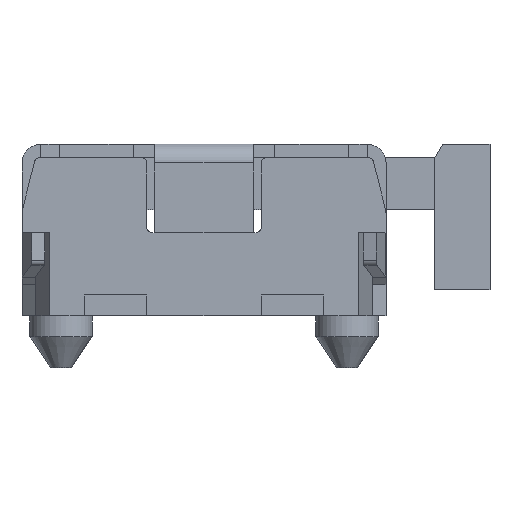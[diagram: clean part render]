
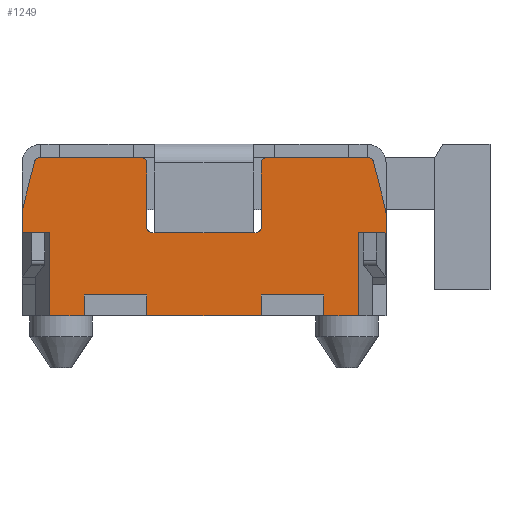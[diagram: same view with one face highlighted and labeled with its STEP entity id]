
A CAD part, front view. The second image highlights one B-rep face of the part: STEP entity #1249.
In plain terms, the highlighted planar face has unit normal (0, -1, 0).
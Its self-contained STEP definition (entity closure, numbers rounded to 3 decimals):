
#1249=ADVANCED_FACE('',(#1862),#1863,.F.);
#1862=FACE_OUTER_BOUND('',#2496,.T.);
#1863=PLANE('',#2497);
#2496=EDGE_LOOP('',(#3436,#3437,#3438,#3439,#3440,#3441,#3442,#3443,#3444,#3445,#3446,#3447,#3448,#3449,#3450,#3451,#3452,#3453,#3454,#3455,#3456,#3457,#3458,#3459,#3460,#3461,#3462,#3463,#3464,#3465));
#2497=AXIS2_PLACEMENT_3D('',#3466,#3467,#3468);
#3436=ORIENTED_EDGE('',*,*,#5874,.F.);
#3437=ORIENTED_EDGE('',*,*,#5875,.T.);
#3438=ORIENTED_EDGE('',*,*,#5876,.F.);
#3439=ORIENTED_EDGE('',*,*,#5877,.T.);
#3440=ORIENTED_EDGE('',*,*,#5878,.F.);
#3441=ORIENTED_EDGE('',*,*,#5879,.T.);
#3442=ORIENTED_EDGE('',*,*,#5880,.T.);
#3443=ORIENTED_EDGE('',*,*,#5881,.T.);
#3444=ORIENTED_EDGE('',*,*,#5882,.F.);
#3445=ORIENTED_EDGE('',*,*,#5883,.T.);
#3446=ORIENTED_EDGE('',*,*,#5884,.F.);
#3447=ORIENTED_EDGE('',*,*,#5885,.T.);
#3448=ORIENTED_EDGE('',*,*,#5886,.F.);
#3449=ORIENTED_EDGE('',*,*,#5887,.T.);
#3450=ORIENTED_EDGE('',*,*,#5888,.T.);
#3451=ORIENTED_EDGE('',*,*,#5889,.T.);
#3452=ORIENTED_EDGE('',*,*,#5890,.T.);
#3453=ORIENTED_EDGE('',*,*,#5891,.F.);
#3454=ORIENTED_EDGE('',*,*,#5892,.F.);
#3455=ORIENTED_EDGE('',*,*,#5783,.T.);
#3456=ORIENTED_EDGE('',*,*,#5893,.F.);
#3457=ORIENTED_EDGE('',*,*,#5894,.T.);
#3458=ORIENTED_EDGE('',*,*,#5895,.T.);
#3459=ORIENTED_EDGE('',*,*,#5778,.T.);
#3460=ORIENTED_EDGE('',*,*,#5896,.F.);
#3461=ORIENTED_EDGE('',*,*,#5897,.F.);
#3462=ORIENTED_EDGE('',*,*,#5898,.T.);
#3463=ORIENTED_EDGE('',*,*,#5773,.T.);
#3464=ORIENTED_EDGE('',*,*,#5899,.T.);
#3465=ORIENTED_EDGE('',*,*,#5900,.T.);
#3466=CARTESIAN_POINT('',(-1.75,-2.35,1.52));
#3467=DIRECTION('',(0.0,1.0,0.0));
#3468=DIRECTION('',(1.0,0.0,-0.0));
#5773=EDGE_CURVE('',#6599,#6597,#6600,.T.);
#5778=EDGE_CURVE('',#6609,#6607,#6610,.T.);
#5783=EDGE_CURVE('',#6619,#6617,#6620,.T.);
#5874=EDGE_CURVE('',#6785,#6786,#6787,.T.);
#5875=EDGE_CURVE('',#6785,#6788,#6789,.F.);
#5876=EDGE_CURVE('',#6790,#6788,#6791,.T.);
#5877=EDGE_CURVE('',#6790,#6792,#6793,.F.);
#5878=EDGE_CURVE('',#6794,#6792,#6795,.T.);
#5879=EDGE_CURVE('',#6794,#6796,#6797,.F.);
#5880=EDGE_CURVE('',#6796,#6798,#6799,.T.);
#5881=EDGE_CURVE('',#6798,#6800,#6801,.T.);
#5882=EDGE_CURVE('',#6802,#6800,#6803,.T.);
#5883=EDGE_CURVE('',#6802,#6804,#6805,.T.);
#5884=EDGE_CURVE('',#6806,#6804,#6807,.T.);
#5885=EDGE_CURVE('',#6806,#6808,#6809,.F.);
#5886=EDGE_CURVE('',#6810,#6808,#6811,.T.);
#5887=EDGE_CURVE('',#6810,#6812,#6813,.F.);
#5888=EDGE_CURVE('',#6812,#6814,#6815,.T.);
#5889=EDGE_CURVE('',#6814,#6816,#6817,.F.);
#5890=EDGE_CURVE('',#6816,#6818,#6819,.T.);
#5891=EDGE_CURVE('',#6820,#6818,#6821,.T.);
#5892=EDGE_CURVE('',#6619,#6820,#6822,.T.);
#5893=EDGE_CURVE('',#6823,#6617,#6824,.T.);
#5894=EDGE_CURVE('',#6823,#6825,#6826,.T.);
#5895=EDGE_CURVE('',#6825,#6609,#6827,.T.);
#5896=EDGE_CURVE('',#6828,#6607,#6829,.T.);
#5897=EDGE_CURVE('',#6830,#6828,#6831,.T.);
#5898=EDGE_CURVE('',#6830,#6599,#6832,.T.);
#5899=EDGE_CURVE('',#6597,#6833,#6834,.T.);
#5900=EDGE_CURVE('',#6833,#6786,#6835,.T.);
#6597=VERTEX_POINT('',#7933);
#6599=VERTEX_POINT('',#7936);
#6600=LINE('',#7937,#7938);
#6607=VERTEX_POINT('',#7948);
#6609=VERTEX_POINT('',#7951);
#6610=LINE('',#7952,#7953);
#6617=VERTEX_POINT('',#7963);
#6619=VERTEX_POINT('',#7966);
#6620=LINE('',#7967,#7968);
#6785=VERTEX_POINT('',#8209);
#6786=VERTEX_POINT('',#8210);
#6787=LINE('',#8211,#8212);
#6788=VERTEX_POINT('',#8213);
#6789=CIRCLE('',#8214,0.05);
#6790=VERTEX_POINT('',#8215);
#6791=LINE('',#8216,#8217);
#6792=VERTEX_POINT('',#8218);
#6793=CIRCLE('',#8219,0.05);
#6794=VERTEX_POINT('',#8220);
#6795=LINE('',#8221,#8222);
#6796=VERTEX_POINT('',#8223);
#6797=CIRCLE('',#8224,0.05);
#6798=VERTEX_POINT('',#8225);
#6799=LINE('',#8226,#8227);
#6800=VERTEX_POINT('',#8228);
#6801=CIRCLE('',#8229,0.05);
#6802=VERTEX_POINT('',#8230);
#6803=LINE('',#8231,#8232);
#6804=VERTEX_POINT('',#8233);
#6805=CIRCLE('',#8234,0.05);
#6806=VERTEX_POINT('',#8235);
#6807=LINE('',#8236,#8237);
#6808=VERTEX_POINT('',#8238);
#6809=CIRCLE('',#8239,0.05);
#6810=VERTEX_POINT('',#8240);
#6811=LINE('',#8241,#8242);
#6812=VERTEX_POINT('',#8243);
#6813=CIRCLE('',#8244,0.05);
#6814=VERTEX_POINT('',#8245);
#6815=LINE('',#8246,#8247);
#6816=VERTEX_POINT('',#8248);
#6817=CIRCLE('',#8249,0.05);
#6818=VERTEX_POINT('',#8250);
#6819=LINE('',#8251,#8252);
#6820=VERTEX_POINT('',#8253);
#6821=LINE('',#8254,#8255);
#6822=LINE('',#8256,#8257);
#6823=VERTEX_POINT('',#8258);
#6824=LINE('',#8259,#8260);
#6825=VERTEX_POINT('',#8261);
#6826=LINE('',#8262,#8263);
#6827=LINE('',#8264,#8265);
#6828=VERTEX_POINT('',#8266);
#6829=LINE('',#8267,#8268);
#6830=VERTEX_POINT('',#8269);
#6831=LINE('',#8270,#8271);
#6832=LINE('',#8272,#8273);
#6833=VERTEX_POINT('',#8274);
#6834=LINE('',#8275,#8276);
#6835=LINE('',#8277,#8278);
#7933=CARTESIAN_POINT('',(1.486,-2.35,0.0));
#7936=CARTESIAN_POINT('',(1.15,-2.35,0.0));
#7937=CARTESIAN_POINT('',(-1.75,-2.35,0.0));
#7938=VECTOR('',#9933,1000.0);
#7948=CARTESIAN_POINT('',(0.55,-2.35,0.0));
#7951=CARTESIAN_POINT('',(-0.55,-2.35,0.0));
#7952=CARTESIAN_POINT('',(-1.75,-2.35,0.0));
#7953=VECTOR('',#9938,1000.0);
#7963=CARTESIAN_POINT('',(-1.15,-2.35,0.0));
#7966=CARTESIAN_POINT('',(-1.486,-2.35,0.0));
#7967=CARTESIAN_POINT('',(-1.75,-2.35,0.0));
#7968=VECTOR('',#9943,1000.0);
#8209=CARTESIAN_POINT('',(1.75,-2.35,0.994));
#8210=CARTESIAN_POINT('',(1.75,-2.35,0.8));
#8211=CARTESIAN_POINT('',(1.75,-2.35,1.52));
#8212=VECTOR('',#10062,1000.0);
#8213=CARTESIAN_POINT('',(1.749,-2.35,1.006));
#8214=AXIS2_PLACEMENT_3D('',#10063,#10064,#10065);
#8215=CARTESIAN_POINT('',(1.629,-2.35,1.482));
#8216=CARTESIAN_POINT('',(1.422,-2.35,2.313));
#8217=VECTOR('',#10066,1000.0);
#8218=CARTESIAN_POINT('',(1.581,-2.35,1.52));
#8219=AXIS2_PLACEMENT_3D('',#10067,#10068,#10069);
#8220=CARTESIAN_POINT('',(0.6,-2.35,1.52));
#8221=CARTESIAN_POINT('',(-1.75,-2.35,1.52));
#8222=VECTOR('',#10070,1000.0);
#8223=CARTESIAN_POINT('',(0.55,-2.35,1.47));
#8224=AXIS2_PLACEMENT_3D('',#10071,#10072,#10073);
#8225=CARTESIAN_POINT('',(0.55,-2.35,0.85));
#8226=CARTESIAN_POINT('',(0.55,-2.35,6.998));
#8227=VECTOR('',#10074,1000.0);
#8228=CARTESIAN_POINT('',(0.5,-2.35,0.8));
#8229=AXIS2_PLACEMENT_3D('',#10075,#10076,#10077);
#8230=CARTESIAN_POINT('',(-0.5,-2.35,0.8));
#8231=CARTESIAN_POINT('',(-0.55,-2.35,0.8));
#8232=VECTOR('',#10078,1000.0);
#8233=CARTESIAN_POINT('',(-0.55,-2.35,0.85));
#8234=AXIS2_PLACEMENT_3D('',#10079,#10080,#10081);
#8235=CARTESIAN_POINT('',(-0.55,-2.35,1.47));
#8236=CARTESIAN_POINT('',(-0.55,-2.35,6.998));
#8237=VECTOR('',#10082,1000.0);
#8238=CARTESIAN_POINT('',(-0.6,-2.35,1.52));
#8239=AXIS2_PLACEMENT_3D('',#10083,#10084,#10085);
#8240=CARTESIAN_POINT('',(-1.581,-2.35,1.52));
#8241=CARTESIAN_POINT('',(-1.75,-2.35,1.52));
#8242=VECTOR('',#10086,1000.0);
#8243=CARTESIAN_POINT('',(-1.629,-2.35,1.482));
#8244=AXIS2_PLACEMENT_3D('',#10087,#10088,#10089);
#8245=CARTESIAN_POINT('',(-1.749,-2.35,1.006));
#8246=CARTESIAN_POINT('',(-1.628,-2.35,1.489));
#8247=VECTOR('',#10090,1000.0);
#8248=CARTESIAN_POINT('',(-1.75,-2.35,0.994));
#8249=AXIS2_PLACEMENT_3D('',#10091,#10092,#10093);
#8250=CARTESIAN_POINT('',(-1.75,-2.35,0.8));
#8251=CARTESIAN_POINT('',(-1.75,-2.35,1.52));
#8252=VECTOR('',#10094,1000.0);
#8253=CARTESIAN_POINT('',(-1.486,-2.35,0.8));
#8254=CARTESIAN_POINT('',(-1.486,-2.35,0.8));
#8255=VECTOR('',#10095,1000.0);
#8256=CARTESIAN_POINT('',(-1.486,-2.35,1.52));
#8257=VECTOR('',#10096,1000.0);
#8258=CARTESIAN_POINT('',(-1.15,-2.35,0.2));
#8259=CARTESIAN_POINT('',(-1.15,-2.35,0.2));
#8260=VECTOR('',#10097,1000.0);
#8261=CARTESIAN_POINT('',(-0.55,-2.35,0.2));
#8262=CARTESIAN_POINT('',(-1.15,-2.35,0.2));
#8263=VECTOR('',#10098,1000.0);
#8264=CARTESIAN_POINT('',(-0.55,-2.35,0.2));
#8265=VECTOR('',#10099,1000.0);
#8266=CARTESIAN_POINT('',(0.55,-2.35,0.2));
#8267=CARTESIAN_POINT('',(0.55,-2.35,0.2));
#8268=VECTOR('',#10100,1000.0);
#8269=CARTESIAN_POINT('',(1.15,-2.35,0.2));
#8270=CARTESIAN_POINT('',(1.15,-2.35,0.2));
#8271=VECTOR('',#10101,1000.0);
#8272=CARTESIAN_POINT('',(1.15,-2.35,0.2));
#8273=VECTOR('',#10102,1000.0);
#8274=CARTESIAN_POINT('',(1.486,-2.35,0.8));
#8275=CARTESIAN_POINT('',(1.486,-2.35,1.52));
#8276=VECTOR('',#10103,1000.0);
#8277=CARTESIAN_POINT('',(1.486,-2.35,0.8));
#8278=VECTOR('',#10104,1000.0);
#9933=DIRECTION('',(1.0,0.0,0.0));
#9938=DIRECTION('',(1.0,0.0,0.0));
#9943=DIRECTION('',(1.0,0.0,0.0));
#10062=DIRECTION('',(0.0,0.0,-1.0));
#10063=CARTESIAN_POINT('',(1.7,-2.35,0.994));
#10064=DIRECTION('',(0.0,1.0,0.0));
#10065=DIRECTION('',(0.0,0.0,1.0));
#10066=DIRECTION('',(0.243,0.0,-0.97));
#10067=CARTESIAN_POINT('',(1.581,-2.35,1.47));
#10068=DIRECTION('',(0.0,1.0,0.0));
#10069=DIRECTION('',(0.0,0.0,1.0));
#10070=DIRECTION('',(1.0,0.0,0.0));
#10071=CARTESIAN_POINT('',(0.6,-2.35,1.47));
#10072=DIRECTION('',(0.0,1.0,0.0));
#10073=DIRECTION('',(0.0,0.0,1.0));
#10074=DIRECTION('',(0.0,0.0,-1.0));
#10075=CARTESIAN_POINT('',(0.5,-2.35,0.85));
#10076=DIRECTION('',(0.0,1.0,0.0));
#10077=DIRECTION('',(0.0,0.0,1.0));
#10078=DIRECTION('',(1.0,0.,0.0));
#10079=CARTESIAN_POINT('',(-0.5,-2.35,0.85));
#10080=DIRECTION('',(0.0,1.0,0.0));
#10081=DIRECTION('',(0.0,0.0,1.0));
#10082=DIRECTION('',(0.0,0.0,-1.0));
#10083=CARTESIAN_POINT('',(-0.6,-2.35,1.47));
#10084=DIRECTION('',(0.0,1.0,0.0));
#10085=DIRECTION('',(0.0,0.0,1.0));
#10086=DIRECTION('',(1.0,0.0,0.0));
#10087=CARTESIAN_POINT('',(-1.581,-2.35,1.47));
#10088=DIRECTION('',(0.0,1.0,0.0));
#10089=DIRECTION('',(0.0,0.0,1.0));
#10090=DIRECTION('',(-0.243,0.0,-0.97));
#10091=CARTESIAN_POINT('',(-1.7,-2.35,0.994));
#10092=DIRECTION('',(0.0,1.0,0.0));
#10093=DIRECTION('',(0.0,0.0,1.0));
#10094=DIRECTION('',(0.0,0.0,-1.0));
#10095=DIRECTION('',(-1.0,0.,0.0));
#10096=DIRECTION('',(0.0,0.0,1.0));
#10097=DIRECTION('',(0.0,0.0,-1.0));
#10098=DIRECTION('',(1.0,0.0,0.0));
#10099=DIRECTION('',(0.0,0.0,-1.0));
#10100=DIRECTION('',(0.0,0.0,-1.0));
#10101=DIRECTION('',(-1.0,0.0,0.0));
#10102=DIRECTION('',(0.0,0.0,-1.0));
#10103=DIRECTION('',(0.0,0.0,1.0));
#10104=DIRECTION('',(1.0,0.,0.0));
